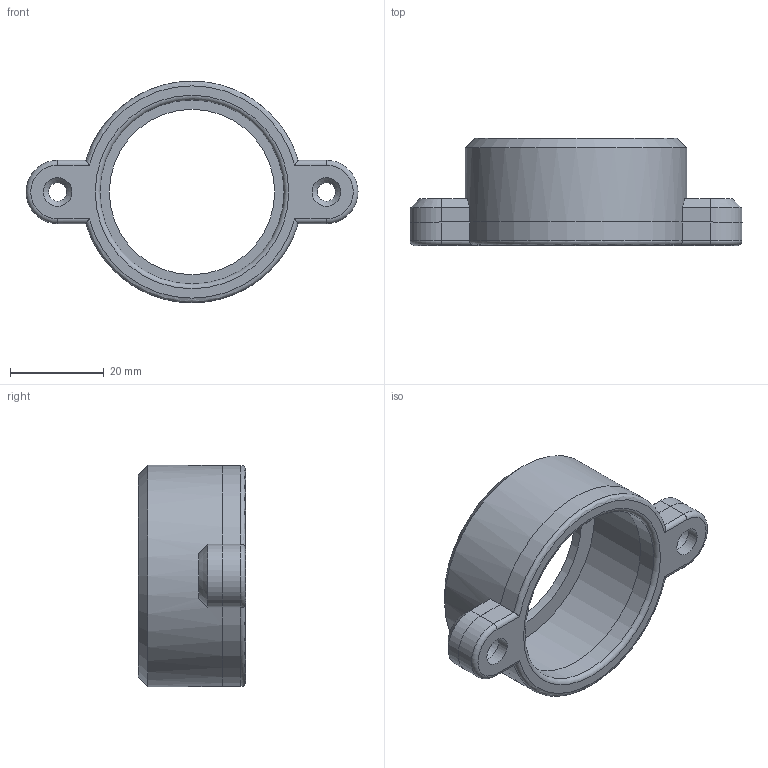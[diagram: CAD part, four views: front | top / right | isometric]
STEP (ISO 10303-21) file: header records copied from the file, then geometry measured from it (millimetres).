
FILE_DESCRIPTION(('FreeCAD Model'),'2;1');
FILE_NAME('Open CASCADE Shape Model','2024-09-07T07:38:27',(''),(''), 'Open CASCADE STEP processor 7.7','FreeCAD','Unknown');
FILE_SCHEMA(('AUTOMOTIVE_DESIGN { 1 0 10303 214 1 1 1 1 }'));
Length unit declared in the file: millimetre
Products named in the file (3): filament_dryer_new_version; thermal and humidity sensor case 1; thermal and humidity sensor case 2
Assembly tree (2 placements, depth 2):
  filament_dryer_new_version
    thermal and humidity sensor case 1
    thermal and humidity sensor case 2
Bounding box: 70.69 x 22.8 x 47.2 mm (x, y, z)
Volume: 10798.2 mm3; surface area: 10319.9 mm2
Topology: 2 solids, 2 shells, 49 faces, 114 edges, 70 vertices
Faces by surface type: cylinder 20, plane 19, cone 5, torus 5
Full cylindrical faces by diameter (mm): 3.9 x4, 6.1 x2, 35.2 x1, 39.2 x1, 43.2 x1, 47.2 x1
Entity records: 1563 total; most frequent: CARTESIAN_POINT 320, DIRECTION 267, ORIENTED_EDGE 228, EDGE_CURVE 114, AXIS2_PLACEMENT_3D 105, VERTEX_POINT 70, FACE_BOUND 62, EDGE_LOOP 62
